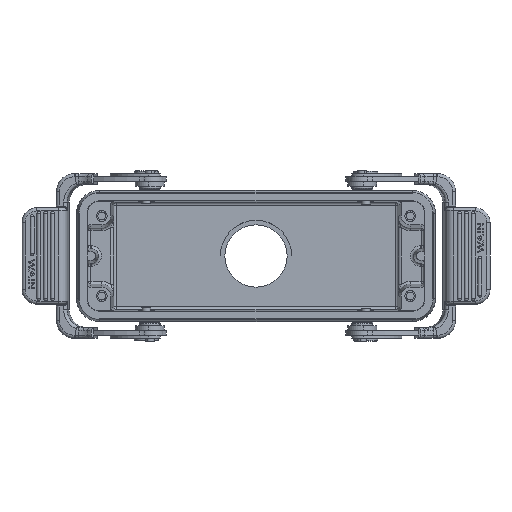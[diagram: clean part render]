
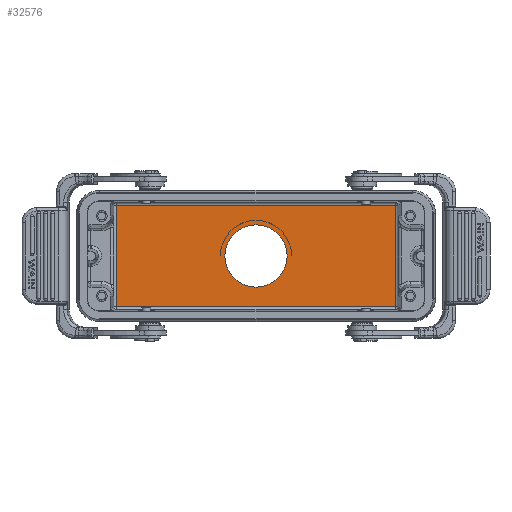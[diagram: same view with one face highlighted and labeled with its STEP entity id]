
A CAD part, front view. The second image highlights one B-rep face of the part: STEP entity #32576.
In plain terms, the highlighted planar face has unit normal (0, -1, 0).
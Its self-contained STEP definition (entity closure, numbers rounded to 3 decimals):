
#5139=DIRECTION('',(0.,0.,1.));
#5140=VECTOR('',#5139,34.27);
#5141=CARTESIAN_POINT('',(47.,52.,-17.135));
#5142=LINE('',#5141,#5140);
#5162=DIRECTION('',(-1.,0.,0.));
#5163=VECTOR('',#5162,94.);
#5164=CARTESIAN_POINT('',(47.,52.,17.135));
#5165=LINE('',#5164,#5163);
#5181=DIRECTION('',(0.,0.,-1.));
#5182=VECTOR('',#5181,34.27);
#5183=CARTESIAN_POINT('',(-47.,52.,17.135));
#5184=LINE('',#5183,#5182);
#5189=CARTESIAN_POINT('',(0.,52.,0.));
#5190=DIRECTION('',(0.,-1.,0.));
#5191=DIRECTION('',(-1.,0.,0.));
#5192=AXIS2_PLACEMENT_3D('',#5189,#5190,#5191);
#5194=CARTESIAN_POINT('',(0.,52.,0.));
#5195=DIRECTION('',(0.,-1.,0.));
#5196=DIRECTION('',(1.,0.,0.));
#5197=AXIS2_PLACEMENT_3D('',#5194,#5195,#5196);
#5199=CARTESIAN_POINT('',(0.,52.,0.049));
#5200=DIRECTION('',(0.,-1.,0.));
#5201=DIRECTION('',(1.,0.,-0.001));
#5202=AXIS2_PLACEMENT_3D('',#5199,#5200,#5201);
#5204=CARTESIAN_POINT('',(0.,52.,0.));
#5205=DIRECTION('',(0.,1.,0.));
#5206=DIRECTION('',(-1.,0.,0.004));
#5207=AXIS2_PLACEMENT_3D('',#5204,#5205,#5206);
#5209=DIRECTION('',(1.,0.,0.));
#5210=VECTOR('',#5209,94.);
#5211=CARTESIAN_POINT('',(-47.,52.,-17.135));
#5212=LINE('',#5211,#5210);
#22947=CARTESIAN_POINT('',(-47.,52.,17.135));
#22948=VERTEX_POINT('',#22947);
#22949=CARTESIAN_POINT('',(-47.,52.,-17.135));
#22950=VERTEX_POINT('',#22949);
#22953=CARTESIAN_POINT('',(47.,52.,17.135));
#22954=VERTEX_POINT('',#22953);
#22955=CARTESIAN_POINT('',(47.,52.,-17.135));
#22956=VERTEX_POINT('',#22955);
#22957=CARTESIAN_POINT('',(-10.5,52.,0.));
#22958=CARTESIAN_POINT('',(10.5,52.,0.));
#22959=VERTEX_POINT('',#22957);
#22960=VERTEX_POINT('',#22958);
#22961=CARTESIAN_POINT('',(12.,52.,0.043));
#22962=CARTESIAN_POINT('',(-12.,52.,0.052));
#22963=VERTEX_POINT('',#22961);
#22964=VERTEX_POINT('',#22962);
#32552=CARTESIAN_POINT('',(57.,52.,-18.5));
#32553=DIRECTION('',(0.,1.,0.));
#32554=DIRECTION('',(1.,0.,0.));
#32555=AXIS2_PLACEMENT_3D('',#32552,#32553,#32554);
#32556=PLANE('',#32555);
#32557=ORIENTED_EDGE('',*,*,#32543,.F.);
#32558=ORIENTED_EDGE('',*,*,#32519,.F.);
#32559=ORIENTED_EDGE('',*,*,#32492,.F.);
#32561=ORIENTED_EDGE('',*,*,#32560,.F.);
#32562=EDGE_LOOP('',(#32557,#32558,#32559,#32561));
#32563=FACE_OUTER_BOUND('',#32562,.F.);
#32565=ORIENTED_EDGE('',*,*,#32564,.T.);
#32567=ORIENTED_EDGE('',*,*,#32566,.T.);
#32568=EDGE_LOOP('',(#32565,#32567));
#32569=FACE_BOUND('',#32568,.F.);
#32571=ORIENTED_EDGE('',*,*,#32570,.T.);
#32573=ORIENTED_EDGE('',*,*,#32572,.T.);
#32574=EDGE_LOOP('',(#32571,#32573));
#32575=FACE_BOUND('',#32574,.F.);
#32576=ADVANCED_FACE('',(#32563,#32569,#32575),#32556,.F.);
#5193=CIRCLE('',#5192,10.5);
#5198=CIRCLE('',#5197,10.5);
#5203=CIRCLE('',#5202,12.);
#5208=CIRCLE('',#5207,12.);
#32492=EDGE_CURVE('',#22956,#22954,#5142,.T.);
#32519=EDGE_CURVE('',#22954,#22948,#5165,.T.);
#32543=EDGE_CURVE('',#22948,#22950,#5184,.T.);
#32560=EDGE_CURVE('',#22950,#22956,#5212,.T.);
#32564=EDGE_CURVE('',#22959,#22960,#5193,.T.);
#32566=EDGE_CURVE('',#22960,#22959,#5198,.T.);
#32570=EDGE_CURVE('',#22963,#22964,#5203,.T.);
#32572=EDGE_CURVE('',#22964,#22963,#5208,.T.);
